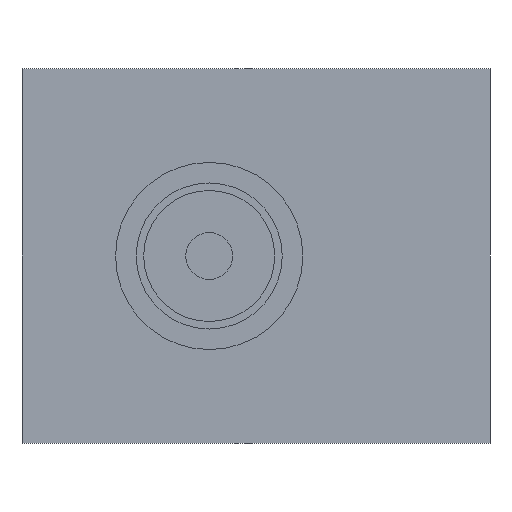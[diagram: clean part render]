
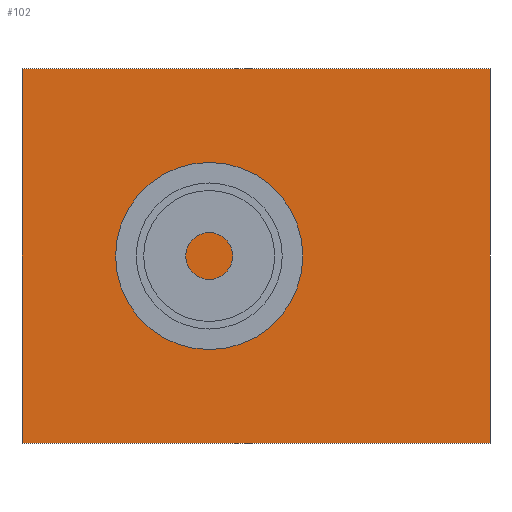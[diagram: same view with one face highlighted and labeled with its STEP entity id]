
A CAD part, front view. The second image highlights one B-rep face of the part: STEP entity #102.
In plain terms, the highlighted planar face has unit normal (0, -1, 0).
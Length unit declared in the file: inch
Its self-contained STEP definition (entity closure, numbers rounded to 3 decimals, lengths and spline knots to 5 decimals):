
#102=ADVANCED_FACE('',(#208),#209,.F.);
#208=FACE_OUTER_BOUND('',#350,.T.);
#209=PLANE('',#351);
#350=EDGE_LOOP('',(#472,#473,#474,#475));
#351=AXIS2_PLACEMENT_3D('',#476,#477,#478);
#472=ORIENTED_EDGE('',*,*,#735,.T.);
#473=ORIENTED_EDGE('',*,*,#736,.T.);
#474=ORIENTED_EDGE('',*,*,#737,.T.);
#475=ORIENTED_EDGE('',*,*,#738,.T.);
#476=CARTESIAN_POINT('',(0.5,0.0,0.0));
#477=DIRECTION('',(0.0,1.0,0.0));
#478=DIRECTION('',(-1.0,0.0,0.0));
#735=EDGE_CURVE('',#847,#848,#849,.T.);
#736=EDGE_CURVE('',#848,#850,#851,.T.);
#737=EDGE_CURVE('',#850,#852,#853,.T.);
#738=EDGE_CURVE('',#852,#847,#854,.T.);
#847=VERTEX_POINT('',#1001);
#848=VERTEX_POINT('',#1002);
#849=LINE('',#1003,#1004);
#850=VERTEX_POINT('',#1005);
#851=LINE('',#1006,#1007);
#852=VERTEX_POINT('',#1008);
#853=LINE('',#1009,#1010);
#854=LINE('',#1011,#1012);
#1001=CARTESIAN_POINT('',(-2.0,0.0,2.0));
#1002=CARTESIAN_POINT('',(-2.0,0.0,-2.0));
#1003=CARTESIAN_POINT('',(-2.0,0.0,0.0));
#1004=VECTOR('',#1174,1.0);
#1005=CARTESIAN_POINT('',(3.0,0.0,-2.0));
#1006=CARTESIAN_POINT('',(0.5,0.0,-2.0));
#1007=VECTOR('',#1175,1.0);
#1008=CARTESIAN_POINT('',(3.0,0.0,2.0));
#1009=CARTESIAN_POINT('',(3.0,0.0,0.0));
#1010=VECTOR('',#1176,1.0);
#1011=CARTESIAN_POINT('',(0.5,0.0,2.0));
#1012=VECTOR('',#1177,1.0);
#1174=DIRECTION('',(0.0,0.0,-1.0));
#1175=DIRECTION('',(1.0,0.0,0.0));
#1176=DIRECTION('',(0.0,0.0,1.0));
#1177=DIRECTION('',(-1.0,0.0,0.0));
